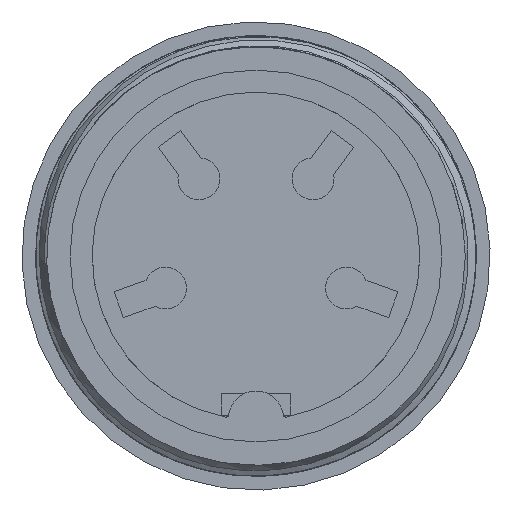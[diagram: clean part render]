
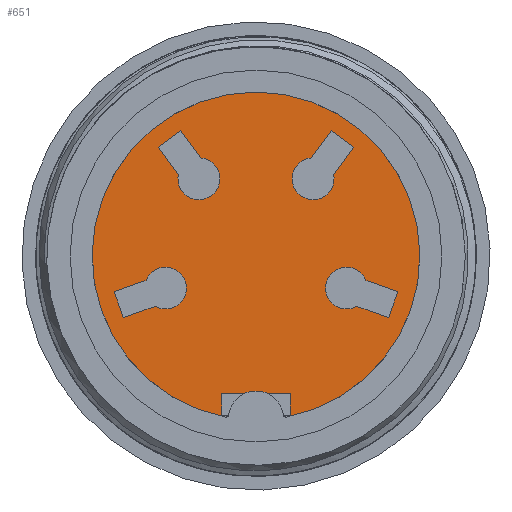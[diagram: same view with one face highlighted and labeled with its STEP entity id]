
A CAD part, front view. The second image highlights one B-rep face of the part: STEP entity #651.
In plain terms, the highlighted planar face has unit normal (0, -1, 0).
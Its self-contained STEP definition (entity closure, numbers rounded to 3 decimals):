
#375=LINE('',#2772,#448);
#377=LINE('',#2776,#450);
#378=LINE('',#2779,#451);
#379=LINE('',#2783,#452);
#380=LINE('',#2784,#453);
#381=LINE('',#2787,#454);
#382=LINE('',#2791,#455);
#383=LINE('',#2792,#456);
#384=LINE('',#2795,#457);
#385=LINE('',#2799,#458);
#386=LINE('',#2800,#459);
#387=LINE('',#2803,#460);
#388=LINE('',#2807,#461);
#389=LINE('',#2808,#462);
#390=LINE('',#2810,#463);
#448=VECTOR('',#1752,1.);
#450=VECTOR('',#1756,1.);
#451=VECTOR('',#1757,1.);
#452=VECTOR('',#1760,1.);
#453=VECTOR('',#1761,1.);
#454=VECTOR('',#1762,1.);
#455=VECTOR('',#1765,1.);
#456=VECTOR('',#1766,1.);
#457=VECTOR('',#1767,1.);
#458=VECTOR('',#1770,1.);
#459=VECTOR('',#1771,1.);
#460=VECTOR('',#1772,1.);
#461=VECTOR('',#1775,1.);
#462=VECTOR('',#1776,1.);
#463=VECTOR('',#1777,1.);
#580=PLANE('',#1517);
#651=ADVANCED_FACE('',(#731,#732,#733,#734,#735),#580,.F.);
#731=FACE_BOUND('',#810,.T.);
#732=FACE_BOUND('',#811,.T.);
#733=FACE_BOUND('',#812,.T.);
#734=FACE_BOUND('',#813,.T.);
#735=FACE_BOUND('',#814,.T.);
#810=EDGE_LOOP('',(#1015,#1016,#1017,#1018));
#811=EDGE_LOOP('',(#1019,#1020,#1021,#1022));
#812=EDGE_LOOP('',(#1023,#1024,#1025,#1026));
#813=EDGE_LOOP('',(#1027,#1028,#1029,#1030));
#814=EDGE_LOOP('',(#1031,#1032,#1033,#1034));
#1015=ORIENTED_EDGE('',*,*,#1317,.T.);
#1016=ORIENTED_EDGE('',*,*,#1318,.T.);
#1017=ORIENTED_EDGE('',*,*,#1319,.F.);
#1018=ORIENTED_EDGE('',*,*,#1320,.T.);
#1019=ORIENTED_EDGE('',*,*,#1321,.T.);
#1020=ORIENTED_EDGE('',*,*,#1322,.T.);
#1021=ORIENTED_EDGE('',*,*,#1323,.F.);
#1022=ORIENTED_EDGE('',*,*,#1324,.T.);
#1023=ORIENTED_EDGE('',*,*,#1325,.T.);
#1024=ORIENTED_EDGE('',*,*,#1326,.T.);
#1025=ORIENTED_EDGE('',*,*,#1327,.F.);
#1026=ORIENTED_EDGE('',*,*,#1328,.T.);
#1027=ORIENTED_EDGE('',*,*,#1329,.T.);
#1028=ORIENTED_EDGE('',*,*,#1330,.T.);
#1029=ORIENTED_EDGE('',*,*,#1331,.F.);
#1030=ORIENTED_EDGE('',*,*,#1332,.T.);
#1031=ORIENTED_EDGE('',*,*,#1310,.F.);
#1032=ORIENTED_EDGE('',*,*,#1315,.T.);
#1033=ORIENTED_EDGE('',*,*,#1333,.T.);
#1034=ORIENTED_EDGE('',*,*,#1334,.T.);
#1187=VERTEX_POINT('',#2760);
#1188=VERTEX_POINT('',#2762);
#1191=VERTEX_POINT('',#2773);
#1192=VERTEX_POINT('',#2777);
#1193=VERTEX_POINT('',#2778);
#1194=VERTEX_POINT('',#2780);
#1195=VERTEX_POINT('',#2782);
#1196=VERTEX_POINT('',#2785);
#1197=VERTEX_POINT('',#2786);
#1198=VERTEX_POINT('',#2788);
#1199=VERTEX_POINT('',#2790);
#1200=VERTEX_POINT('',#2793);
#1201=VERTEX_POINT('',#2794);
#1202=VERTEX_POINT('',#2796);
#1203=VERTEX_POINT('',#2798);
#1204=VERTEX_POINT('',#2801);
#1205=VERTEX_POINT('',#2802);
#1206=VERTEX_POINT('',#2804);
#1207=VERTEX_POINT('',#2806);
#1208=VERTEX_POINT('',#2809);
#1310=EDGE_CURVE('',#1187,#1188,#1413,.T.);
#1315=EDGE_CURVE('',#1187,#1191,#375,.T.);
#1317=EDGE_CURVE('',#1192,#1193,#377,.T.);
#1318=EDGE_CURVE('',#1193,#1194,#378,.T.);
#1319=EDGE_CURVE('',#1195,#1194,#1414,.T.);
#1320=EDGE_CURVE('',#1195,#1192,#379,.T.);
#1321=EDGE_CURVE('',#1196,#1197,#380,.T.);
#1322=EDGE_CURVE('',#1197,#1198,#381,.T.);
#1323=EDGE_CURVE('',#1199,#1198,#1415,.T.);
#1324=EDGE_CURVE('',#1199,#1196,#382,.T.);
#1325=EDGE_CURVE('',#1200,#1201,#383,.T.);
#1326=EDGE_CURVE('',#1201,#1202,#384,.T.);
#1327=EDGE_CURVE('',#1203,#1202,#1416,.T.);
#1328=EDGE_CURVE('',#1203,#1200,#385,.T.);
#1329=EDGE_CURVE('',#1204,#1205,#386,.T.);
#1330=EDGE_CURVE('',#1205,#1206,#387,.T.);
#1331=EDGE_CURVE('',#1207,#1206,#1417,.T.);
#1332=EDGE_CURVE('',#1207,#1204,#388,.T.);
#1333=EDGE_CURVE('',#1191,#1208,#389,.T.);
#1334=EDGE_CURVE('',#1208,#1188,#390,.T.);
#1413=CIRCLE('',#1508,5.95);
#1414=CIRCLE('',#1513,0.76);
#1415=CIRCLE('',#1514,0.76);
#1416=CIRCLE('',#1515,0.76);
#1417=CIRCLE('',#1516,0.76);
#1508=AXIS2_PLACEMENT_3D('',#2761,#1740,#1741);
#1513=AXIS2_PLACEMENT_3D('',#2781,#1758,#1759);
#1514=AXIS2_PLACEMENT_3D('',#2789,#1763,#1764);
#1515=AXIS2_PLACEMENT_3D('',#2797,#1768,#1769);
#1516=AXIS2_PLACEMENT_3D('',#2805,#1773,#1774);
#1517=AXIS2_PLACEMENT_3D('',#2811,#1778,#1779);
#1740=DIRECTION('',(0.,1.,0.));
#1741=DIRECTION('',(0.,0.,1.));
#1752=DIRECTION('',(0.,0.,1.));
#1756=DIRECTION('',(0.804,0.,-0.595));
#1757=DIRECTION('',(-0.595,0.,-0.804));
#1758=DIRECTION('',(0.,-1.,0.));
#1759=DIRECTION('',(-0.956,0.,0.292));
#1760=DIRECTION('',(0.595,0.,0.804));
#1761=DIRECTION('',(0.804,0.,0.595));
#1762=DIRECTION('',(0.595,0.,-0.804));
#1763=DIRECTION('',(0.,-1.,0.));
#1764=DIRECTION('',(-0.559,0.,-0.829));
#1765=DIRECTION('',(-0.595,0.,0.804));
#1766=DIRECTION('',(-0.334,0.,0.943));
#1767=DIRECTION('',(0.943,0.,0.334));
#1768=DIRECTION('',(0.,-1.,0.));
#1769=DIRECTION('',(0.629,0.,-0.777));
#1770=DIRECTION('',(-0.943,0.,-0.334));
#1771=DIRECTION('',(-0.334,0.,-0.943));
#1772=DIRECTION('',(-0.943,0.,0.334));
#1773=DIRECTION('',(0.,-1.,0.));
#1774=DIRECTION('',(0.,0.,1.));
#1775=DIRECTION('',(0.943,0.,-0.334));
#1776=DIRECTION('',(1.,0.,0.));
#1777=DIRECTION('',(0.,0.,-1.));
#1778=DIRECTION('',(0.,1.,0.));
#1779=DIRECTION('',(0.,0.,-1.));
#2760=CARTESIAN_POINT('',(-1.25,8.3,-5.817));
#2761=CARTESIAN_POINT('',(0.,8.3,0.));
#2762=CARTESIAN_POINT('',(1.25,8.3,-5.817));
#2772=CARTESIAN_POINT('',(-1.25,8.3,-6.379));
#2773=CARTESIAN_POINT('',(-1.25,8.3,-5.));
#2776=CARTESIAN_POINT('',(2.743,8.3,4.547));
#2777=CARTESIAN_POINT('',(2.743,8.3,4.547));
#2778=CARTESIAN_POINT('',(3.547,8.3,3.952));
#2779=CARTESIAN_POINT('',(3.547,8.3,3.952));
#2780=CARTESIAN_POINT('',(2.816,8.3,2.965));
#2781=CARTESIAN_POINT('',(2.074,8.3,2.803));
#2782=CARTESIAN_POINT('',(2.012,8.3,3.56));
#2783=CARTESIAN_POINT('',(2.012,8.3,3.56));
#2784=CARTESIAN_POINT('',(-3.547,8.3,3.952));
#2785=CARTESIAN_POINT('',(-3.547,8.3,3.952));
#2786=CARTESIAN_POINT('',(-2.743,8.3,4.547));
#2787=CARTESIAN_POINT('',(-2.743,8.3,4.547));
#2788=CARTESIAN_POINT('',(-2.012,8.3,3.56));
#2789=CARTESIAN_POINT('',(-2.074,8.3,2.803));
#2790=CARTESIAN_POINT('',(-2.816,8.3,2.965));
#2791=CARTESIAN_POINT('',(-2.816,8.3,2.965));
#2792=CARTESIAN_POINT('',(-4.817,8.3,-2.236));
#2793=CARTESIAN_POINT('',(-4.817,8.3,-2.236));
#2794=CARTESIAN_POINT('',(-5.15,8.3,-1.293));
#2795=CARTESIAN_POINT('',(-5.15,8.3,-1.293));
#2796=CARTESIAN_POINT('',(-3.993,8.3,-0.884));
#2797=CARTESIAN_POINT('',(-3.287,8.3,-1.164));
#2798=CARTESIAN_POINT('',(-3.659,8.3,-1.826));
#2799=CARTESIAN_POINT('',(-3.659,8.3,-1.826));
#2800=CARTESIAN_POINT('',(5.15,8.3,-1.293));
#2801=CARTESIAN_POINT('',(5.15,8.3,-1.293));
#2802=CARTESIAN_POINT('',(4.817,8.3,-2.236));
#2803=CARTESIAN_POINT('',(4.817,8.3,-2.236));
#2804=CARTESIAN_POINT('',(3.659,8.3,-1.826));
#2805=CARTESIAN_POINT('',(3.287,8.3,-1.164));
#2806=CARTESIAN_POINT('',(3.993,8.3,-0.884));
#2807=CARTESIAN_POINT('',(3.993,8.3,-0.884));
#2808=CARTESIAN_POINT('',(-1.25,8.3,-5.));
#2809=CARTESIAN_POINT('',(1.25,8.3,-5.));
#2810=CARTESIAN_POINT('',(1.25,8.3,-5.));
#2811=CARTESIAN_POINT('',(0.,8.3,6.5));
